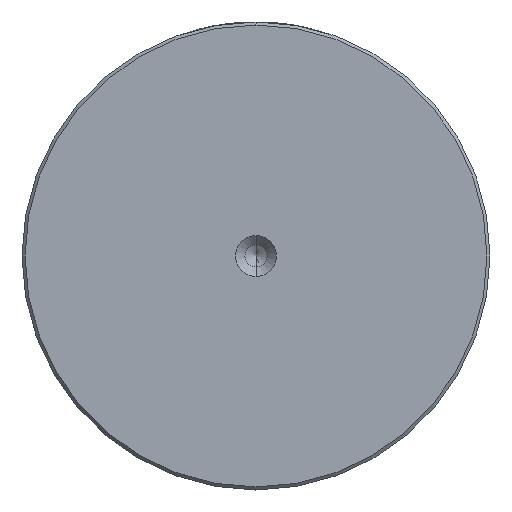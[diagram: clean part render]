
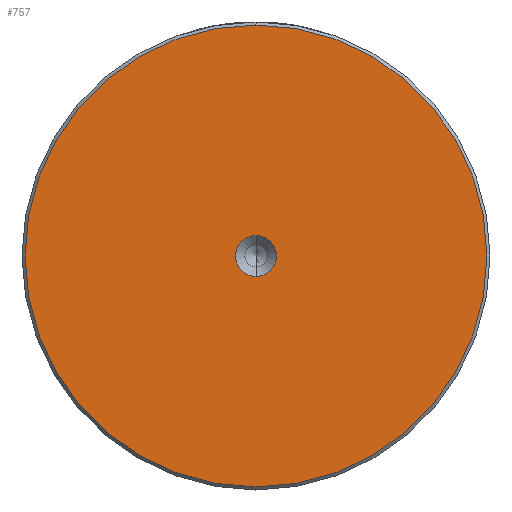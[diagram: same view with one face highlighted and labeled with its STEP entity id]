
A CAD part, left-side view. The second image highlights one B-rep face of the part: STEP entity #757.
In plain terms, the highlighted planar face has unit normal (-1, 0, 0).
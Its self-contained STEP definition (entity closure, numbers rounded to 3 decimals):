
#18 = CARTESIAN_POINT ( 'NONE',  ( 0., 0., 0. ) ) ;
#62 = CARTESIAN_POINT ( 'NONE',  ( 0., 0., 0. ) ) ;
#107 = AXIS2_PLACEMENT_3D ( 'NONE', #18, #835, #2644 ) ;
#191 = ORIENTED_EDGE ( 'NONE', *, *, #1720, .T. ) ;
#282 = AXIS2_PLACEMENT_3D ( 'NONE', #62, #1882, #336 ) ;
#336 = DIRECTION ( 'NONE',  ( 0., 0., 1. ) ) ;
#359 = CARTESIAN_POINT ( 'NONE',  ( 0., 0., 0. ) ) ;
#468 = VERTEX_POINT ( 'NONE', #2180 ) ;
#605 = CARTESIAN_POINT ( 'NONE',  ( 0., 0., -37.5 ) ) ;
#621 = EDGE_CURVE ( 'NONE', #468, #1440, #2006, .T. ) ;
#641 = DIRECTION ( 'NONE',  ( 0., 0., 1. ) ) ;
#721 = AXIS2_PLACEMENT_3D ( 'NONE', #2512, #2503, #2266 ) ;
#757 = ADVANCED_FACE ( 'NONE', ( #2830, #2914 ), #2381, .T. ) ;
#795 = EDGE_CURVE ( 'NONE', #2800, #2220, #1346, .T. ) ;
#835 = DIRECTION ( 'NONE',  ( -1., 0., 0. ) ) ;
#889 = CARTESIAN_POINT ( 'NONE',  ( 0., 0., -3.3 ) ) ;
#1013 = ORIENTED_EDGE ( 'NONE', *, *, #621, .T. ) ;
#1018 = CIRCLE ( 'NONE', #1654, 3.3 ) ;
#1181 = DIRECTION ( 'NONE',  ( -1., 0., 0. ) ) ;
#1346 = CIRCLE ( 'NONE', #282, 3.3 ) ;
#1440 = VERTEX_POINT ( 'NONE', #605 ) ;
#1577 = CARTESIAN_POINT ( 'NONE',  ( 0., 0., 3.3 ) ) ;
#1654 = AXIS2_PLACEMENT_3D ( 'NONE', #359, #2178, #641 ) ;
#1720 = EDGE_CURVE ( 'NONE', #1440, #468, #3395, .T. ) ;
#1882 = DIRECTION ( 'NONE',  ( -1., 0., 0. ) ) ;
#1990 = EDGE_LOOP ( 'NONE', ( #2018, #2967 ) ) ;
#2006 = CIRCLE ( 'NONE', #721, 37.5 ) ;
#2018 = ORIENTED_EDGE ( 'NONE', *, *, #795, .F. ) ;
#2178 = DIRECTION ( 'NONE',  ( -1., 0., 0. ) ) ;
#2180 = CARTESIAN_POINT ( 'NONE',  ( 0., 0., 37.5 ) ) ;
#2181 = EDGE_CURVE ( 'NONE', #2220, #2800, #1018, .T. ) ;
#2220 = VERTEX_POINT ( 'NONE', #889 ) ;
#2266 = DIRECTION ( 'NONE',  ( 0., 0., 1. ) ) ;
#2313 = AXIS2_PLACEMENT_3D ( 'NONE', #3380, #1181, #3141 ) ;
#2381 = PLANE ( 'NONE',  #107 ) ;
#2503 = DIRECTION ( 'NONE',  ( -1., 0., 0. ) ) ;
#2512 = CARTESIAN_POINT ( 'NONE',  ( 0., 0., 0. ) ) ;
#2644 = DIRECTION ( 'NONE',  ( 0., 0., 1. ) ) ;
#2800 = VERTEX_POINT ( 'NONE', #1577 ) ;
#2830 = FACE_OUTER_BOUND ( 'NONE', #2831, .T. ) ;
#2831 = EDGE_LOOP ( 'NONE', ( #191, #1013 ) ) ;
#2914 = FACE_BOUND ( 'NONE', #1990, .T. ) ;
#2967 = ORIENTED_EDGE ( 'NONE', *, *, #2181, .F. ) ;
#3141 = DIRECTION ( 'NONE',  ( 0., 0., 1. ) ) ;
#3380 = CARTESIAN_POINT ( 'NONE',  ( 0., 0., 0. ) ) ;
#3395 = CIRCLE ( 'NONE', #2313, 37.5 ) ;
